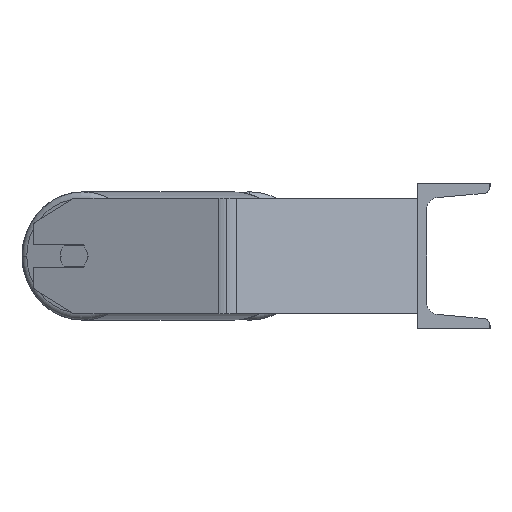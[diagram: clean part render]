
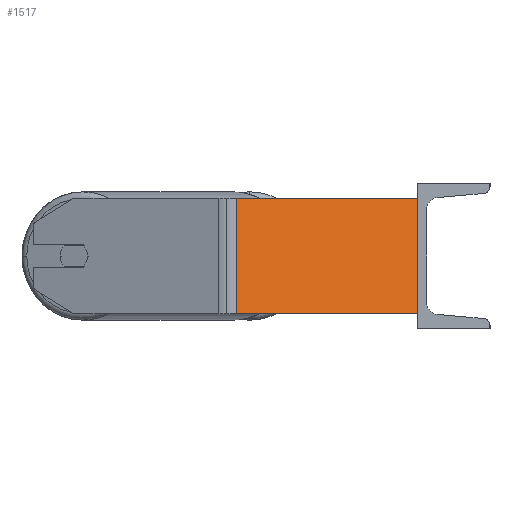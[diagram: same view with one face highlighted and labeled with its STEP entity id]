
A CAD part, left-side view. The second image highlights one B-rep face of the part: STEP entity #1517.
In plain terms, the highlighted planar face has unit normal (-0.906, -0.423, 0).
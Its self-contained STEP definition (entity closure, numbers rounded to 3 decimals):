
#112 = VECTOR ( 'NONE', #908, 1000. ) ;
#448 = CARTESIAN_POINT ( 'NONE',  ( -485., 0., -40. ) ) ;
#481 = ORIENTED_EDGE ( 'NONE', *, *, #2795, .F. ) ;
#509 = LINE ( 'NONE', #6757, #5708 ) ;
#659 = EDGE_CURVE ( 'NONE', #1734, #5631, #6021, .T. ) ;
#908 = DIRECTION ( 'NONE',  ( 0.423, -0.906, 0. ) ) ;
#958 = CARTESIAN_POINT ( 'NONE',  ( -546.455, 131.79, 40. ) ) ;
#1517 = ADVANCED_FACE ( 'NONE', ( #1850 ), #5926, .F. ) ;
#1734 = VERTEX_POINT ( 'NONE', #5694 ) ;
#1850 = FACE_OUTER_BOUND ( 'NONE', #3081, .T. ) ;
#2512 = LINE ( 'NONE', #4717, #8343 ) ;
#2795 = EDGE_CURVE ( 'NONE', #7146, #1734, #6515, .T. ) ;
#3081 = EDGE_LOOP ( 'NONE', ( #4116, #6858, #481, #9104 ) ) ;
#3510 = AXIS2_PLACEMENT_3D ( 'NONE', #958, #5298, #8085 ) ;
#4116 = ORIENTED_EDGE ( 'NONE', *, *, #7688, .T. ) ;
#4717 = CARTESIAN_POINT ( 'NONE',  ( -543.654, 125.783, 40. ) ) ;
#4811 = DIRECTION ( 'NONE',  ( 0., 0., -1. ) ) ;
#5298 = DIRECTION ( 'NONE',  ( 0.906, 0.423, 0. ) ) ;
#5532 = DIRECTION ( 'NONE',  ( 0.423, -0.906, 0. ) ) ;
#5631 = VERTEX_POINT ( 'NONE', #448 ) ;
#5694 = CARTESIAN_POINT ( 'NONE',  ( -485., 0., 40. ) ) ;
#5708 = VECTOR ( 'NONE', #5532, 1000. ) ;
#5926 = PLANE ( 'NONE',  #3510 ) ;
#6021 = LINE ( 'NONE', #8142, #6790 ) ;
#6131 = DIRECTION ( 'NONE',  ( 0., 0., -1. ) ) ;
#6277 = VERTEX_POINT ( 'NONE', #8650 ) ;
#6515 = LINE ( 'NONE', #7253, #112 ) ;
#6757 = CARTESIAN_POINT ( 'NONE',  ( -546.455, 131.79, -40. ) ) ;
#6790 = VECTOR ( 'NONE', #4811, 1000. ) ;
#6858 = ORIENTED_EDGE ( 'NONE', *, *, #659, .F. ) ;
#7146 = VERTEX_POINT ( 'NONE', #7870 ) ;
#7253 = CARTESIAN_POINT ( 'NONE',  ( -546.455, 131.79, 40. ) ) ;
#7688 = EDGE_CURVE ( 'NONE', #6277, #5631, #509, .T. ) ;
#7870 = CARTESIAN_POINT ( 'NONE',  ( -543.654, 125.783, 40. ) ) ;
#8085 = DIRECTION ( 'NONE',  ( -0.423, 0.906, 0. ) ) ;
#8142 = CARTESIAN_POINT ( 'NONE',  ( -485., 0., 40. ) ) ;
#8343 = VECTOR ( 'NONE', #6131, 1000. ) ;
#8650 = CARTESIAN_POINT ( 'NONE',  ( -543.654, 125.783, -40. ) ) ;
#8830 = EDGE_CURVE ( 'NONE', #7146, #6277, #2512, .T. ) ;
#9104 = ORIENTED_EDGE ( 'NONE', *, *, #8830, .T. ) ;
